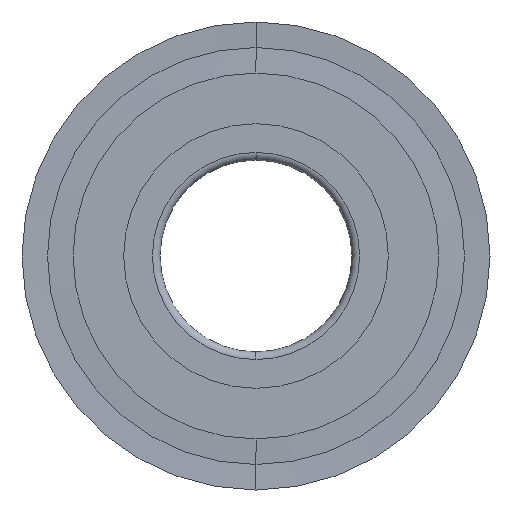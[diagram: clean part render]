
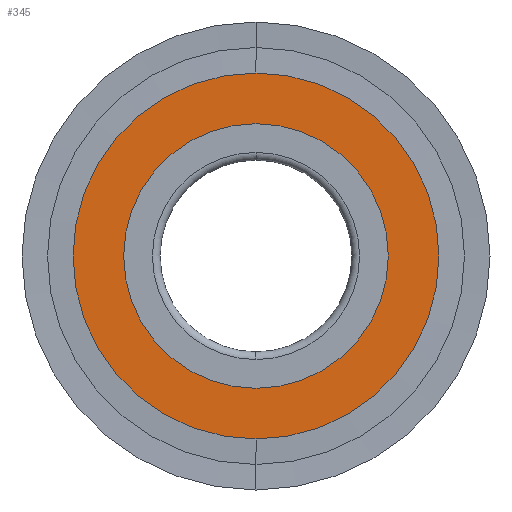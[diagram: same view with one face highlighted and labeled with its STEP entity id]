
A CAD part, left-side view. The second image highlights one B-rep face of the part: STEP entity #345.
In plain terms, the highlighted planar face has unit normal (-1, 0, 0).
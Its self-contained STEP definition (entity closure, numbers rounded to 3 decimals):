
#38 = CIRCLE ( 'NONE', #234, 3.45 ) ;
#45 = CARTESIAN_POINT ( 'NONE',  ( 0.18, 0., 0. ) ) ;
#102 = AXIS2_PLACEMENT_3D ( 'NONE', #511, #980, #1407 ) ;
#135 = ORIENTED_EDGE ( 'NONE', *, *, #571, .F. ) ;
#155 = VERTEX_POINT ( 'NONE', #183 ) ;
#160 = VERTEX_POINT ( 'NONE', #847 ) ;
#170 = EDGE_CURVE ( 'NONE', #155, #1447, #1238, .T. ) ;
#171 = CARTESIAN_POINT ( 'NONE',  ( 0.18, 0., 0. ) ) ;
#183 = CARTESIAN_POINT ( 'NONE',  ( 0.18, 0., -4.77 ) ) ;
#216 = CARTESIAN_POINT ( 'NONE',  ( 0.18, 0., 0. ) ) ;
#230 = EDGE_CURVE ( 'NONE', #160, #1087, #264, .T. ) ;
#234 = AXIS2_PLACEMENT_3D ( 'NONE', #216, #321, #1439 ) ;
#264 = CIRCLE ( 'NONE', #383, 3.45 ) ;
#291 = DIRECTION ( 'NONE',  ( 0., 0., 1. ) ) ;
#302 = AXIS2_PLACEMENT_3D ( 'NONE', #171, #514, #291 ) ;
#321 = DIRECTION ( 'NONE',  ( -1., 0., 0. ) ) ;
#345 = ADVANCED_FACE ( 'NONE', ( #1017, #1437 ), #1223, .F. ) ;
#383 = AXIS2_PLACEMENT_3D ( 'NONE', #45, #416, #864 ) ;
#416 = DIRECTION ( 'NONE',  ( -1., 0., 0. ) ) ;
#455 = AXIS2_PLACEMENT_3D ( 'NONE', #1008, #1450, #676 ) ;
#484 = EDGE_LOOP ( 'NONE', ( #919, #949 ) ) ;
#504 = ORIENTED_EDGE ( 'NONE', *, *, #230, .F. ) ;
#511 = CARTESIAN_POINT ( 'NONE',  ( 0.18, 0., 0. ) ) ;
#514 = DIRECTION ( 'NONE',  ( -1., 0., 0. ) ) ;
#569 = CARTESIAN_POINT ( 'NONE',  ( 0.18, 0., -3.45 ) ) ;
#571 = EDGE_CURVE ( 'NONE', #1087, #160, #38, .T. ) ;
#676 = DIRECTION ( 'NONE',  ( 0., 0., -1. ) ) ;
#847 = CARTESIAN_POINT ( 'NONE',  ( 0.18, 0., 3.45 ) ) ;
#850 = EDGE_CURVE ( 'NONE', #1447, #155, #1018, .T. ) ;
#864 = DIRECTION ( 'NONE',  ( 0., 0., -1. ) ) ;
#919 = ORIENTED_EDGE ( 'NONE', *, *, #170, .T. ) ;
#949 = ORIENTED_EDGE ( 'NONE', *, *, #850, .T. ) ;
#980 = DIRECTION ( 'NONE',  ( -1., 0., 0. ) ) ;
#1008 = CARTESIAN_POINT ( 'NONE',  ( 0.18, 4.77, 0. ) ) ;
#1017 = FACE_BOUND ( 'NONE', #1110, .T. ) ;
#1018 = CIRCLE ( 'NONE', #302, 4.77 ) ;
#1035 = CARTESIAN_POINT ( 'NONE',  ( 0.18, 0., 4.77 ) ) ;
#1087 = VERTEX_POINT ( 'NONE', #569 ) ;
#1110 = EDGE_LOOP ( 'NONE', ( #504, #135 ) ) ;
#1223 = PLANE ( 'NONE',  #455 ) ;
#1238 = CIRCLE ( 'NONE', #102, 4.77 ) ;
#1407 = DIRECTION ( 'NONE',  ( 0., 0., 1. ) ) ;
#1437 = FACE_OUTER_BOUND ( 'NONE', #484, .T. ) ;
#1439 = DIRECTION ( 'NONE',  ( 0., 0., -1. ) ) ;
#1447 = VERTEX_POINT ( 'NONE', #1035 ) ;
#1450 = DIRECTION ( 'NONE',  ( 1., 0., 0. ) ) ;
